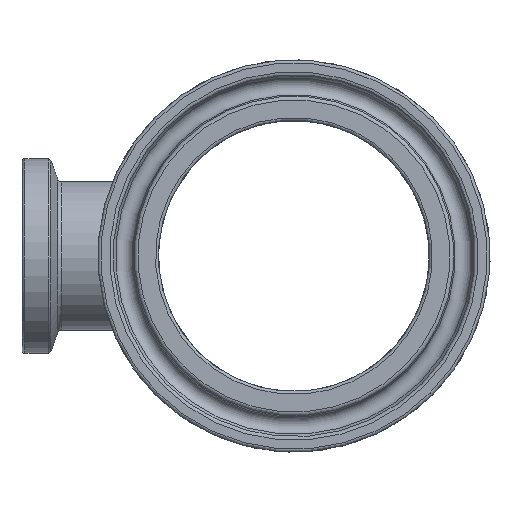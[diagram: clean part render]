
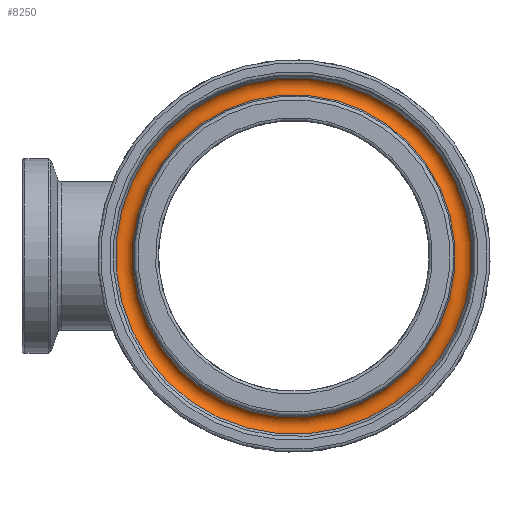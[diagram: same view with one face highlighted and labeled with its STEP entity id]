
A CAD part, left-side view. The second image highlights one B-rep face of the part: STEP entity #8250.
In plain terms, the highlighted toroidal (fillet/blend) face has major radius 21.819 mm and minor radius 1.194 mm.
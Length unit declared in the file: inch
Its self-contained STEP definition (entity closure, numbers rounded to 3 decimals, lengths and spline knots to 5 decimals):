
#38=TOROIDAL_SURFACE('',#8762,0.859,0.047);
#173=FACE_BOUND('',#1573,.T.);
#1030=FACE_OUTER_BOUND('',#1572,.T.);
#1572=EDGE_LOOP('',(#7617));
#1573=EDGE_LOOP('',(#7618));
#2894=CIRCLE('',#8756,0.81483);
#2896=CIRCLE('',#8760,0.90124);
#4092=VERTEX_POINT('',#17831);
#4094=VERTEX_POINT('',#17837);
#5277=EDGE_CURVE('',#4092,#4092,#2894,.T.);
#5279=EDGE_CURVE('',#4094,#4094,#2896,.T.);
#7617=ORIENTED_EDGE('',*,*,#5279,.T.);
#7618=ORIENTED_EDGE('',*,*,#5277,.F.);
#8250=ADVANCED_FACE('',(#1030,#173),#38,.F.);
#8756=AXIS2_PLACEMENT_3D('',#17832,#10311,#10312);
#8760=AXIS2_PLACEMENT_3D('',#17838,#10319,#10320);
#8762=AXIS2_PLACEMENT_3D('',#17840,#10323,#10324);
#10311=DIRECTION('center_axis',(-1.,0.,0.));
#10312=DIRECTION('ref_axis',(0.,-0.09,
0.996));
#10319=DIRECTION('center_axis',(-1.,0.,0.));
#10320=DIRECTION('ref_axis',(0.,-0.09,
0.996));
#10323=DIRECTION('center_axis',(-1.,0.,0.));
#10324=DIRECTION('ref_axis',(0.,-0.09,0.996));
#17831=CARTESIAN_POINT('',(-2.84293,0.8115,0.07359));
#17832=CARTESIAN_POINT('Origin',(-2.84293,0.,
0.));
#17837=CARTESIAN_POINT('',(-2.8384,0.89756,0.08139));
#17838=CARTESIAN_POINT('Origin',(-2.8384,0.,
0.));
#17840=CARTESIAN_POINT('Origin',(-2.859,0.,0.));
